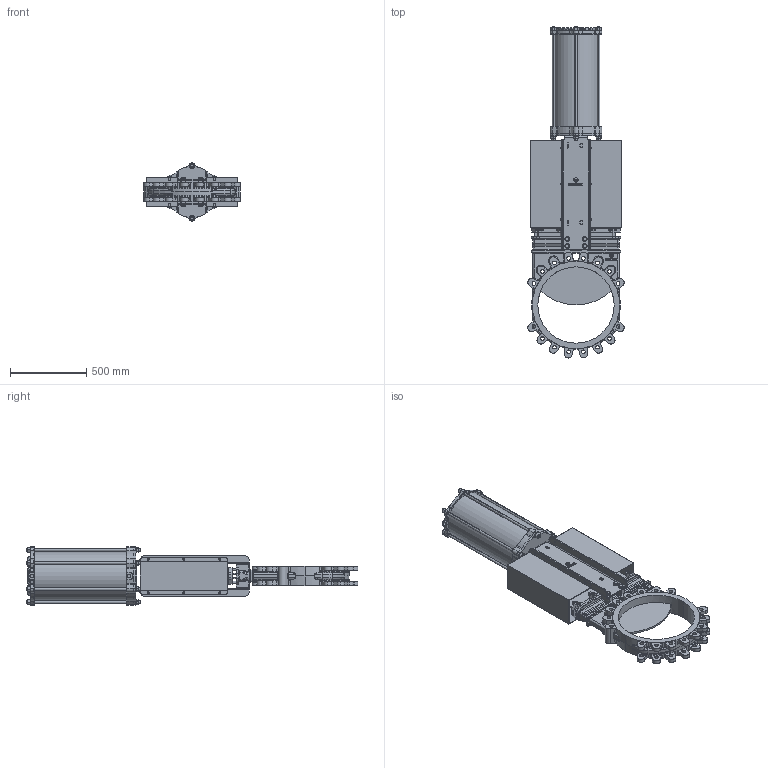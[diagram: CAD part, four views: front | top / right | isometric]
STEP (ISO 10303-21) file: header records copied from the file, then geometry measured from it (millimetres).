
FILE_DESCRIPTION (( 'STEP AP214' ), '1' );
FILE_NAME ('EB DN500_CAST IRON_PNEUMATIC.STEP', '2012-01-13T11:55:45', ( 'user' ), ( '' ), 'SwSTEP 2.0', 'SolidWorks 2011', '' );
FILE_SCHEMA (( 'AUTOMOTIVE_DESIGN' ));
Length unit declared in the file: millimetre
Products named in the file (1): EB DN500_CAST IRON_PNEUMATIC
Bounding box: 631.15 x 2174.98 x 382 mm (x, y, z)
Surface area: 5033913.4 mm2 (no closed solid volume)
Topology: 0 solids, 133 shells, 1646 faces, 5652 edges, 3999 vertices
Faces by surface type: plane 592, cylinder 582, torus 248, bspline 156, cone 44, sphere 24
Entity records: 90419 total; most frequent: CARTESIAN_POINT 24741, DIRECTION 10107, ORIENTED_EDGE 9004, EDGE_CURVE 5646, VERTEX_POINT 3999, AXIS2_PLACEMENT_3D 3884, CIRCLE 2393, LINE 2339
